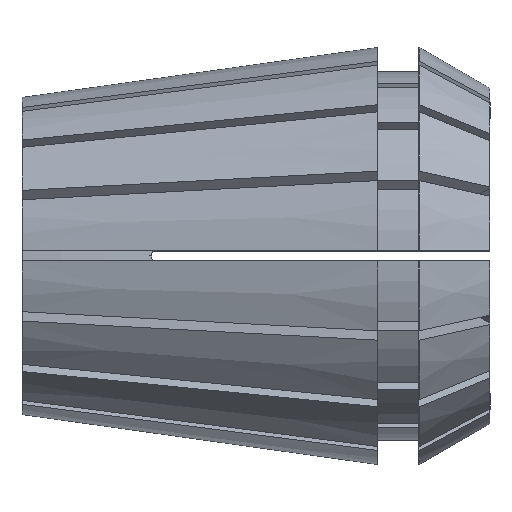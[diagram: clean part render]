
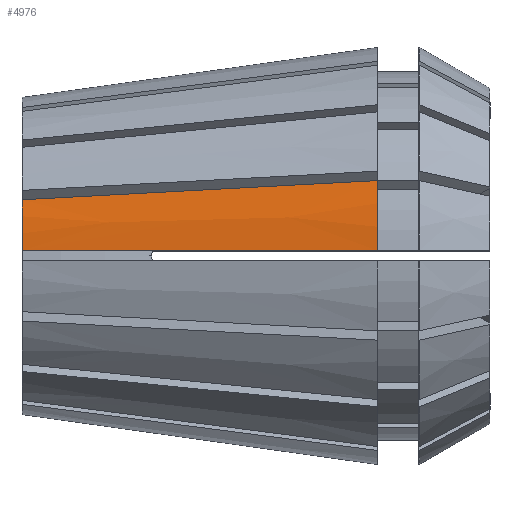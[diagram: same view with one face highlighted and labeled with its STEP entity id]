
A CAD part, top view. The second image highlights one B-rep face of the part: STEP entity #4976.
In plain terms, the highlighted conical face has half-angle 8 degrees and reference radius 20.5 mm.
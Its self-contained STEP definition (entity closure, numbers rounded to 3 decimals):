
#88 = CIRCLE ( 'NONE', #5445, 20.5 ) ;
#100 = EDGE_LOOP ( 'NONE', ( #565, #4389, #3788, #1132 ) ) ;
#152 = VERTEX_POINT ( 'NONE', #4504 ) ;
#384 = CARTESIAN_POINT ( 'NONE',  ( 23.065, 0.5, 18.83 ) ) ;
#415 = EDGE_CURVE ( 'NONE', #4717, #152, #5756, .T. ) ;
#565 = ORIENTED_EDGE ( 'NONE', *, *, #4542, .T. ) ;
#814 = CARTESIAN_POINT ( 'NONE',  ( 4.29, 0.5, 16.191 ) ) ;
#963 = CARTESIAN_POINT ( 'NONE',  ( 0., 0.5, 15.587 ) ) ;
#966 = EDGE_CURVE ( 'NONE', #4978, #152, #5420, .T. ) ;
#1132 = ORIENTED_EDGE ( 'NONE', *, *, #2707, .F. ) ;
#1262 = CARTESIAN_POINT ( 'NONE',  ( 1.43, 0.5, 15.789 ) ) ;
#1304 = CARTESIAN_POINT ( 'NONE',  ( 11.633, 6.129, 16.104 ) ) ;
#1353 = CARTESIAN_POINT ( 'NONE',  ( 0., 0., 0. ) ) ;
#1609 = CARTESIAN_POINT ( 'NONE',  ( 34.9, 0.5, 20.494 ) ) ;
#1641 = B_SPLINE_CURVE_WITH_KNOTS ( 'NONE', 3,
 ( #2146, #4843, #5738, #3063, #384, #3518, #814, #3968, #1262, #4418 ),
 .UNSPECIFIED., .F., .F.,
 ( 4, 3, 3, 4 ),
 ( 0.076, 0.079, 0.107, 0.111 ),
 .UNSPECIFIED. ) ;
#1671 = FACE_OUTER_BOUND ( 'NONE', #100, .T. ) ;
#1986 = CARTESIAN_POINT ( 'NONE',  ( 34.9, 7.381, 19.126 ) ) ;
#2146 = CARTESIAN_POINT ( 'NONE',  ( 34.9, 0.5, 20.494 ) ) ;
#2322 = DIRECTION ( 'NONE',  ( -1., 0., 0. ) ) ;
#2614 = VERTEX_POINT ( 'NONE', #1609 ) ;
#2707 = EDGE_CURVE ( 'NONE', #2614, #4978, #1641, .T. ) ;
#2742 = CONICAL_SURFACE ( 'NONE', #3138, 20.5, 0.14 ) ;
#2745 = DIRECTION ( 'NONE',  ( 0., 0., -1. ) ) ;
#3063 = CARTESIAN_POINT ( 'NONE',  ( 32.452, 0.5, 20.15 ) ) ;
#3138 = AXIS2_PLACEMENT_3D ( 'NONE', #4083, #3203, #2745 ) ;
#3203 = DIRECTION ( 'NONE',  ( 1., 0., 0. ) ) ;
#3455 = CARTESIAN_POINT ( 'NONE',  ( 34.9, 7.381, 19.126 ) ) ;
#3518 = CARTESIAN_POINT ( 'NONE',  ( 13.678, 0.5, 17.511 ) ) ;
#3788 = ORIENTED_EDGE ( 'NONE', *, *, #966, .F. ) ;
#3968 = CARTESIAN_POINT ( 'NONE',  ( 2.86, 0.5, 15.99 ) ) ;
#4083 = CARTESIAN_POINT ( 'NONE',  ( 34.9, 0., 0. ) ) ;
#4389 = ORIENTED_EDGE ( 'NONE', *, *, #415, .T. ) ;
#4403 = DIRECTION ( 'NONE',  ( -1., 0., 0. ) ) ;
#4418 = CARTESIAN_POINT ( 'NONE',  ( 0., 0.5, 15.587 ) ) ;
#4464 = CARTESIAN_POINT ( 'NONE',  ( 23.267, 6.755, 17.615 ) ) ;
#4504 = CARTESIAN_POINT ( 'NONE',  ( 0., 5.503, 14.592 ) ) ;
#4542 = EDGE_CURVE ( 'NONE', #2614, #4717, #88, .T. ) ;
#4717 = VERTEX_POINT ( 'NONE', #1986 ) ;
#4843 = CARTESIAN_POINT ( 'NONE',  ( 34.084, 0.5, 20.38 ) ) ;
#4976 = ADVANCED_FACE ( 'NONE', ( #1671 ), #2742, .T. ) ;
#4978 = VERTEX_POINT ( 'NONE', #963 ) ;
#5017 = CARTESIAN_POINT ( 'NONE',  ( 34.9, 0., 0. ) ) ;
#5420 = CIRCLE ( 'NONE', #5758, 15.595 ) ;
#5445 = AXIS2_PLACEMENT_3D ( 'NONE', #5017, #2322, #5457 ) ;
#5457 = DIRECTION ( 'NONE',  ( 0., 0., 1. ) ) ;
#5699 = CARTESIAN_POINT ( 'NONE',  ( 0., 5.503, 14.592 ) ) ;
#5738 = CARTESIAN_POINT ( 'NONE',  ( 33.268, 0.5, 20.265 ) ) ;
#5756 = B_SPLINE_CURVE_WITH_KNOTS ( 'NONE', 3,
 ( #3455, #4464, #1304, #5699 ),
 .UNSPECIFIED., .F., .F.,
 ( 4, 4 ),
 ( 0., 0.035 ),
 .UNSPECIFIED. ) ;
#5758 = AXIS2_PLACEMENT_3D ( 'NONE', #1353, #4403, #5803 ) ;
#5803 = DIRECTION ( 'NONE',  ( 0., 0., 1. ) ) ;
